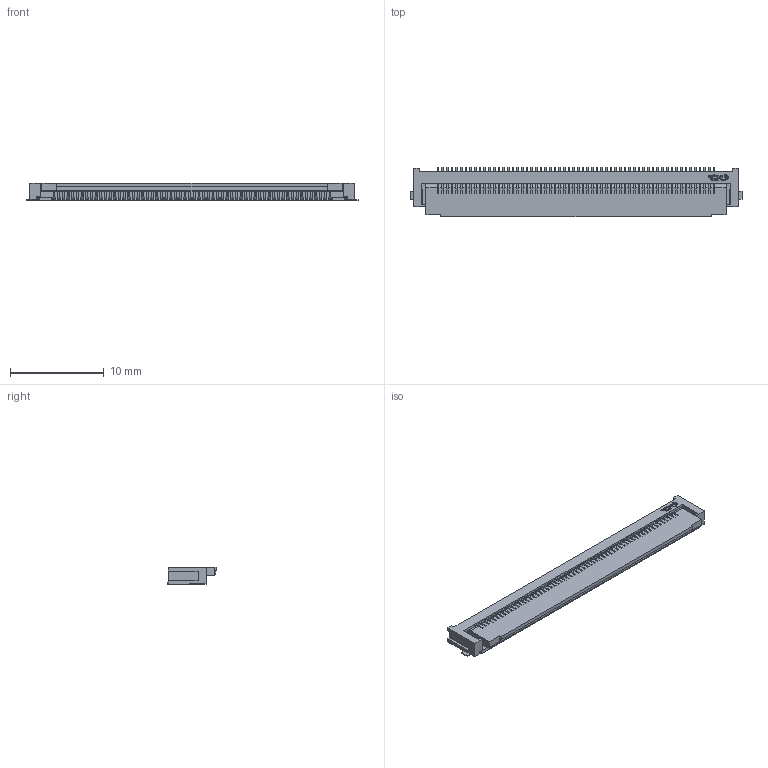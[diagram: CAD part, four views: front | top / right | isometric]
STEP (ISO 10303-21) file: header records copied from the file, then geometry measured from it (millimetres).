
FILE_DESCRIPTION (( 'STEP AP214' ), '1' );
FILE_NAME ('FPC-SMD_5051106091.step', '2022-07-06T11:04:26', ( '' ), ( '' ), 'SwSTEP 2.0', 'SolidWorks 2020', '' );
FILE_SCHEMA (( 'AUTOMOTIVE_DESIGN' ));
Length unit declared in the file: millimetre
Products named in the file (1): FPC-SMD_5051106091
Bounding box: 35.5 x 5.3 x 1.92 mm (x, y, z)
Volume: 175.5 mm3; surface area: 1419 mm2
Topology: 64 solids, 64 shells, 3268 faces, 9518 edges, 6340 vertices
Faces by surface type: plane 2380, cylinder 738, bspline 146, torus 2, sphere 2
Entity records: 145313 total; most frequent: CARTESIAN_POINT 22793, ORIENTED_EDGE 19032, DIRECTION 17050, EDGE_CURVE 9516, LINE 7624, VECTOR 7624, VERTEX_POINT 6340, AXIS2_PLACEMENT_3D 4713
